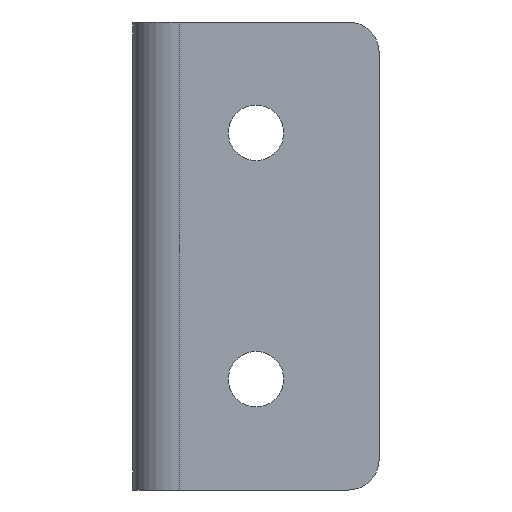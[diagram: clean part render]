
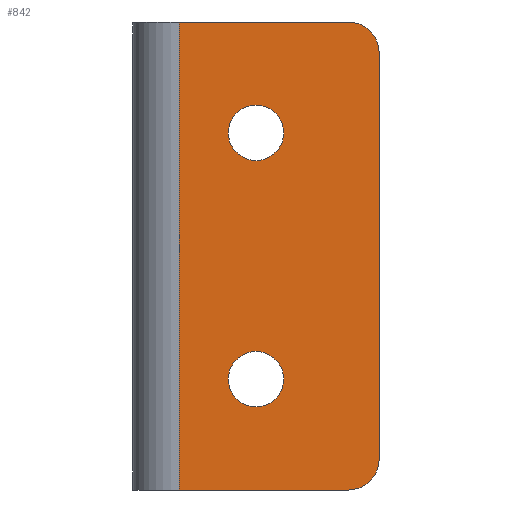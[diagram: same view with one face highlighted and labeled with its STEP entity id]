
A CAD part, front view. The second image highlights one B-rep face of the part: STEP entity #842.
In plain terms, the highlighted planar face has unit normal (0, -1, 0).
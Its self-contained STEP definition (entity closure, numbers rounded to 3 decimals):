
#20 = CARTESIAN_POINT ( 'NONE',  ( 35., 0., -38. ) ) ;
#26 = CIRCLE ( 'NONE', #269, 4.5 ) ;
#30 = AXIS2_PLACEMENT_3D ( 'NONE', #319, #459, #79 ) ;
#41 = LINE ( 'NONE', #161, #270 ) ;
#45 = AXIS2_PLACEMENT_3D ( 'NONE', #226, #82, #525 ) ;
#52 = EDGE_LOOP ( 'NONE', ( #726, #349 ) ) ;
#71 = CARTESIAN_POINT ( 'NONE',  ( 40., 0., -33. ) ) ;
#79 = DIRECTION ( 'NONE',  ( 0., 0., -1. ) ) ;
#80 = DIRECTION ( 'NONE',  ( 1., 0., 0. ) ) ;
#82 = DIRECTION ( 'NONE',  ( 0., -1., 0. ) ) ;
#84 = EDGE_LOOP ( 'NONE', ( #274, #576 ) ) ;
#87 = AXIS2_PLACEMENT_3D ( 'NONE', #649, #279, #110 ) ;
#100 = DIRECTION ( 'NONE',  ( 1., 0., 0. ) ) ;
#101 = AXIS2_PLACEMENT_3D ( 'NONE', #175, #694, #244 ) ;
#109 = ORIENTED_EDGE ( 'NONE', *, *, #222, .T. ) ;
#110 = DIRECTION ( 'NONE',  ( 0., 0., -1. ) ) ;
#128 = ORIENTED_EDGE ( 'NONE', *, *, #746, .T. ) ;
#136 = CIRCLE ( 'NONE', #30, 4.5 ) ;
#137 = LINE ( 'NONE', #210, #714 ) ;
#161 = CARTESIAN_POINT ( 'NONE',  ( 40., 0., 38. ) ) ;
#167 = DIRECTION ( 'NONE',  ( 1., 0., 0. ) ) ;
#168 = VERTEX_POINT ( 'NONE', #310 ) ;
#175 = CARTESIAN_POINT ( 'NONE',  ( 40., 0., -38. ) ) ;
#182 = EDGE_CURVE ( 'NONE', #168, #187, #136, .T. ) ;
#187 = VERTEX_POINT ( 'NONE', #547 ) ;
#210 = CARTESIAN_POINT ( 'NONE',  ( 40., 0., -38. ) ) ;
#221 = CARTESIAN_POINT ( 'NONE',  ( 40., 0., -38. ) ) ;
#222 = EDGE_CURVE ( 'NONE', #396, #442, #663, .T. ) ;
#225 = ORIENTED_EDGE ( 'NONE', *, *, #332, .T. ) ;
#226 = CARTESIAN_POINT ( 'NONE',  ( 20., 0., 20. ) ) ;
#234 = DIRECTION ( 'NONE',  ( 0., -1., 0. ) ) ;
#239 = FACE_OUTER_BOUND ( 'NONE', #312, .T. ) ;
#244 = DIRECTION ( 'NONE',  ( 1., 0., 0. ) ) ;
#253 = PLANE ( 'NONE',  #101 ) ;
#269 = AXIS2_PLACEMENT_3D ( 'NONE', #667, #523, #815 ) ;
#270 = VECTOR ( 'NONE', #80, 1000. ) ;
#274 = ORIENTED_EDGE ( 'NONE', *, *, #606, .F. ) ;
#279 = DIRECTION ( 'NONE',  ( 0., -1., 0. ) ) ;
#283 = ORIENTED_EDGE ( 'NONE', *, *, #286, .T. ) ;
#285 = VERTEX_POINT ( 'NONE', #71 ) ;
#286 = EDGE_CURVE ( 'NONE', #418, #823, #137, .T. ) ;
#301 = CARTESIAN_POINT ( 'NONE',  ( 24.5, 0., 20. ) ) ;
#310 = CARTESIAN_POINT ( 'NONE',  ( 15.5, 0., -20. ) ) ;
#312 = EDGE_LOOP ( 'NONE', ( #283, #836, #128, #109, #366, #225 ) ) ;
#319 = CARTESIAN_POINT ( 'NONE',  ( 20., 0., -20. ) ) ;
#322 = CIRCLE ( 'NONE', #695, 5. ) ;
#324 = VERTEX_POINT ( 'NONE', #301 ) ;
#330 = VERTEX_POINT ( 'NONE', #373 ) ;
#332 = EDGE_CURVE ( 'NONE', #491, #418, #795, .T. ) ;
#343 = EDGE_CURVE ( 'NONE', #187, #168, #26, .T. ) ;
#349 = ORIENTED_EDGE ( 'NONE', *, *, #182, .F. ) ;
#366 = ORIENTED_EDGE ( 'NONE', *, *, #444, .F. ) ;
#373 = CARTESIAN_POINT ( 'NONE',  ( 15.5, 0., 20. ) ) ;
#396 = VERTEX_POINT ( 'NONE', #778 ) ;
#407 = EDGE_CURVE ( 'NONE', #823, #285, #322, .T. ) ;
#418 = VERTEX_POINT ( 'NONE', #634 ) ;
#442 = VERTEX_POINT ( 'NONE', #639 ) ;
#444 = EDGE_CURVE ( 'NONE', #491, #442, #41, .T. ) ;
#459 = DIRECTION ( 'NONE',  ( 0., -1., 0. ) ) ;
#461 = DIRECTION ( 'NONE',  ( 0., -1., 0. ) ) ;
#491 = VERTEX_POINT ( 'NONE', #528 ) ;
#513 = DIRECTION ( 'NONE',  ( 0., 0., -1. ) ) ;
#523 = DIRECTION ( 'NONE',  ( 0., -1., 0. ) ) ;
#525 = DIRECTION ( 'NONE',  ( 0., 0., -1. ) ) ;
#528 = CARTESIAN_POINT ( 'NONE',  ( 7.5, 0., 38. ) ) ;
#538 = CARTESIAN_POINT ( 'NONE',  ( 35., 0., -33. ) ) ;
#547 = CARTESIAN_POINT ( 'NONE',  ( 24.5, 0., -20. ) ) ;
#576 = ORIENTED_EDGE ( 'NONE', *, *, #780, .F. ) ;
#593 = CARTESIAN_POINT ( 'NONE',  ( 7.5, 0., -38. ) ) ;
#596 = LINE ( 'NONE', #221, #638 ) ;
#606 = EDGE_CURVE ( 'NONE', #324, #330, #688, .T. ) ;
#619 = FACE_BOUND ( 'NONE', #84, .T. ) ;
#626 = CARTESIAN_POINT ( 'NONE',  ( 35., 0., 33. ) ) ;
#634 = CARTESIAN_POINT ( 'NONE',  ( 7.5, 0., -38. ) ) ;
#638 = VECTOR ( 'NONE', #891, 1000. ) ;
#639 = CARTESIAN_POINT ( 'NONE',  ( 35., 0., 38. ) ) ;
#649 = CARTESIAN_POINT ( 'NONE',  ( 20., 0., 20. ) ) ;
#658 = DIRECTION ( 'NONE',  ( 1., 0., 0. ) ) ;
#663 = CIRCLE ( 'NONE', #885, 5. ) ;
#667 = CARTESIAN_POINT ( 'NONE',  ( 20., 0., -20. ) ) ;
#688 = CIRCLE ( 'NONE', #87, 4.5 ) ;
#694 = DIRECTION ( 'NONE',  ( 0., -1., 0. ) ) ;
#695 = AXIS2_PLACEMENT_3D ( 'NONE', #538, #461, #167 ) ;
#714 = VECTOR ( 'NONE', #658, 1000. ) ;
#726 = ORIENTED_EDGE ( 'NONE', *, *, #343, .F. ) ;
#746 = EDGE_CURVE ( 'NONE', #285, #396, #596, .T. ) ;
#778 = CARTESIAN_POINT ( 'NONE',  ( 40., 0., 33. ) ) ;
#780 = EDGE_CURVE ( 'NONE', #330, #324, #788, .T. ) ;
#788 = CIRCLE ( 'NONE', #45, 4.5 ) ;
#795 = LINE ( 'NONE', #593, #929 ) ;
#815 = DIRECTION ( 'NONE',  ( 0., 0., -1. ) ) ;
#823 = VERTEX_POINT ( 'NONE', #20 ) ;
#836 = ORIENTED_EDGE ( 'NONE', *, *, #407, .T. ) ;
#838 = FACE_BOUND ( 'NONE', #52, .T. ) ;
#842 = ADVANCED_FACE ( 'NONE', ( #838, #619, #239 ), #253, .T. ) ;
#885 = AXIS2_PLACEMENT_3D ( 'NONE', #626, #234, #100 ) ;
#891 = DIRECTION ( 'NONE',  ( 0., 0., 1. ) ) ;
#929 = VECTOR ( 'NONE', #513, 1000. ) ;
